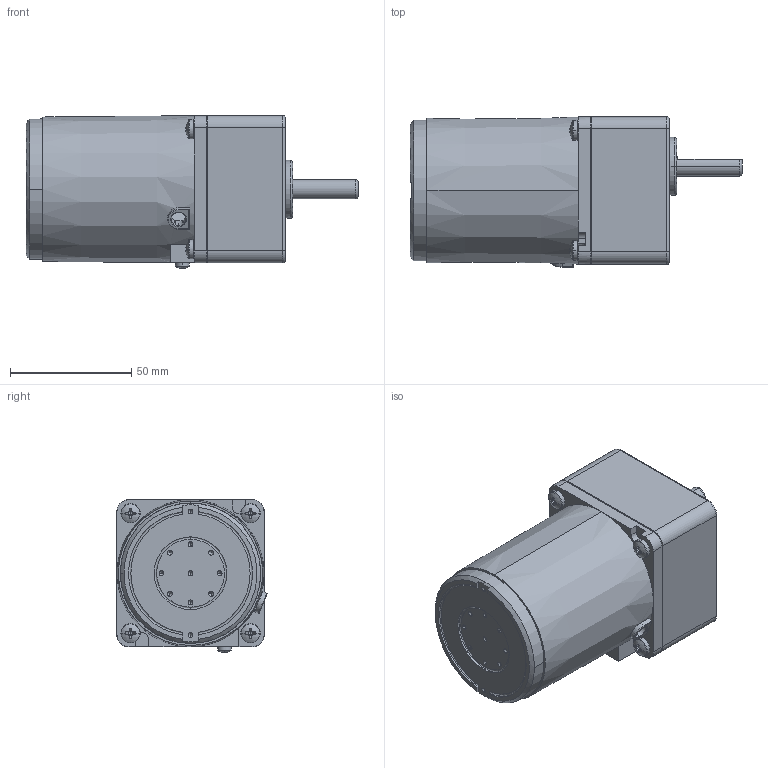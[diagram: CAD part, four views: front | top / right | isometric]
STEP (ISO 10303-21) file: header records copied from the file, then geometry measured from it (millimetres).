
FILE_DESCRIPTION((''),'2;1');
FILE_NAME('2IK6GN-C-2GN3K-18K_ASM','2015-09-06T',('Administrator'),(''),'PRO/ENGINEER BY PARAMETRIC TECHNOLOGY CORPORATION, 2007170','PRO/ENGINEER BY PARAMETRIC TECHNOLOGY CORPORATION, 2007170','');
FILE_SCHEMA(('CONFIG_CONTROL_DESIGN'));
Length unit declared in the file: millimetre
Products named in the file (12): 2IK6GN-C_8_AF0; 2IK6GN-C-2GN3K-200K_ASM_1_AF0_A_ASM; M3; M4; PRT0001; PRT0002; PRT0003; 60HXQ; ASM0001_ASM; 2IK6GN-C-2GN3K-200K_ASM_ASM_ASM; 2GN3K-18K; 2IK6GN-C-2GN3K-18K_ASM
Assembly tree (11 placements, depth 5):
  2IK6GN-C-2GN3K-18K_ASM
    2IK6GN-C-2GN3K-200K_ASM_ASM_ASM
      ASM0001_ASM
        2IK6GN-C-2GN3K-200K_ASM_1_AF0_A_ASM
          2IK6GN-C_8_AF0
        M3
        M4
        PRT0001
        PRT0002
        PRT0003
        60HXQ
    2GN3K-18K
Bounding box: 137 x 62.02 x 63.07 mm (x, y, z)
Volume: 206729.7 mm3; surface area: 56371.8 mm2
Topology: 8 solids, 8 shells, 993 faces, 2635 edges, 1649 vertices
Faces by surface type: cone 484, cylinder 284, plane 168, torus 45, sphere 12
Entity records: 31802 total; most frequent: DIRECTION 6093, CARTESIAN_POINT 5836, ORIENTED_EDGE 5202, EDGE_CURVE 2601, AXIS2_PLACEMENT_3D 2557, VERTEX_POINT 1649, CIRCLE 1532, EDGE_LOOP 1038
